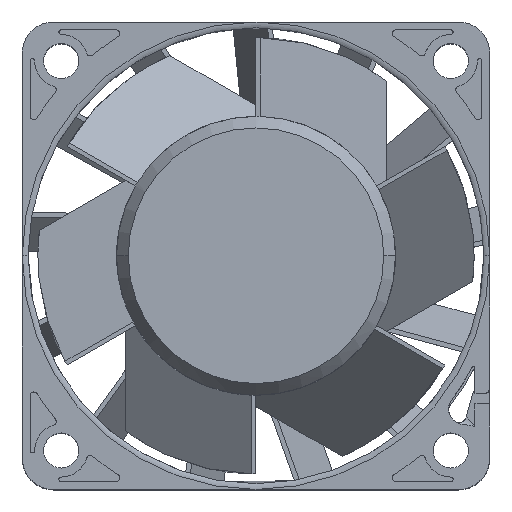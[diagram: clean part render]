
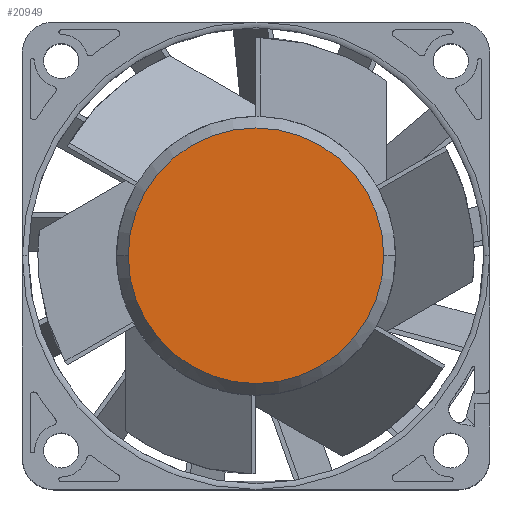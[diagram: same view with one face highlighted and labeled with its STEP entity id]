
A CAD part, top view. The second image highlights one B-rep face of the part: STEP entity #20949.
In plain terms, the highlighted planar face has unit normal (0, 0, 1).
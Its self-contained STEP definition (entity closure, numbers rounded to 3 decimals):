
#20163=CARTESIAN_POINT('',(0.,0.,25.8));
#20164=DIRECTION('',(0.,0.,1.));
#20165=DIRECTION('',(1.,0.,0.));
#20166=AXIS2_PLACEMENT_3D('',#20163,#20164,#20165);
#20168=CARTESIAN_POINT('',(0.,0.,25.8));
#20169=DIRECTION('',(0.,0.,1.));
#20170=DIRECTION('',(-1.,0.,0.));
#20171=AXIS2_PLACEMENT_3D('',#20168,#20169,#20170);
#20246=CARTESIAN_POINT('',(16.4,0.,25.8));
#20247=CARTESIAN_POINT('',(-16.4,0.,25.8));
#20248=VERTEX_POINT('',#20246);
#20249=VERTEX_POINT('',#20247);
#20940=CARTESIAN_POINT('',(0.,0.,25.8));
#20941=DIRECTION('',(0.,0.,1.));
#20942=DIRECTION('',(1.,0.,0.));
#20943=AXIS2_PLACEMENT_3D('',#20940,#20941,#20942);
#20944=PLANE('',#20943);
#20945=ORIENTED_EDGE('',*,*,#20845,.F.);
#20946=ORIENTED_EDGE('',*,*,#20563,.F.);
#20947=EDGE_LOOP('',(#20945,#20946));
#20948=FACE_OUTER_BOUND('',#20947,.F.);
#20949=ADVANCED_FACE('',(#20948),#20944,.T.);
#20167=CIRCLE('',#20166,16.4);
#20172=CIRCLE('',#20171,16.4);
#20563=EDGE_CURVE('',#20249,#20248,#20172,.T.);
#20845=EDGE_CURVE('',#20248,#20249,#20167,.T.);
